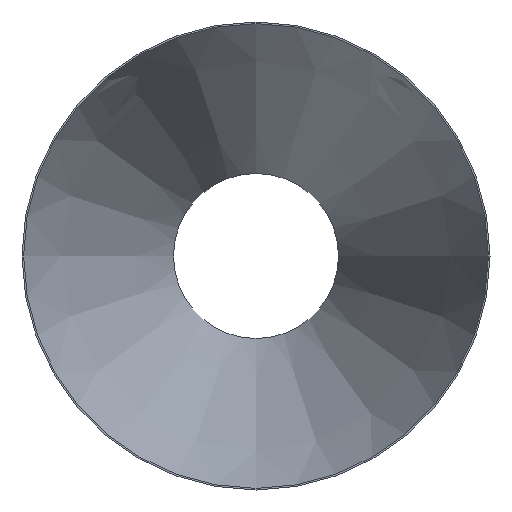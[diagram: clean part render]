
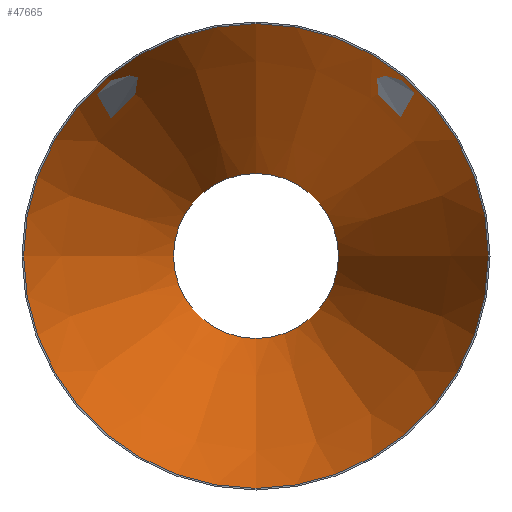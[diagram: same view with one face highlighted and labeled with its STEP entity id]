
A CAD part, front view. The second image highlights one B-rep face of the part: STEP entity #47665.
In plain terms, the highlighted conical face has half-angle 21.024 degrees and reference radius 302.657 mm.
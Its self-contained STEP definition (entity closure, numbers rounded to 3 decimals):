
#151 = AXIS2_PLACEMENT_3D ( 'NONE', #17431, #29227, #32561 ) ;
#1093 = EDGE_LOOP ( 'NONE', ( #18024 ) ) ;
#5918 = FACE_OUTER_BOUND ( 'NONE', #1093, .T. ) ;
#7463 = DIRECTION ( 'NONE',  ( 0., -1., 0. ) ) ;
#10594 = ORIENTED_EDGE ( 'NONE', *, *, #18948, .F. ) ;
#12707 = CARTESIAN_POINT ( 'NONE',  ( 0., 508., 0. ) ) ;
#13246 = CIRCLE ( 'NONE', #30409, 302.657 ) ;
#15371 = CARTESIAN_POINT ( 'NONE',  ( 0., 0., 0. ) ) ;
#16023 = DIRECTION ( 'NONE',  ( 0., -1., 0. ) ) ;
#16303 = CARTESIAN_POINT ( 'NONE',  ( 0., 508., -107.407 ) ) ;
#17431 = CARTESIAN_POINT ( 'NONE',  ( 0., 0., 0. ) ) ;
#18024 = ORIENTED_EDGE ( 'NONE', *, *, #18726, .T. ) ;
#18726 = EDGE_CURVE ( 'NONE', #28852, #28852, #13246, .T. ) ;
#18948 = EDGE_CURVE ( 'NONE', #32436, #32436, #43474, .T. ) ;
#21285 = FACE_BOUND ( 'NONE', #26327, .T. ) ;
#23098 = DIRECTION ( 'NONE',  ( 0., 0., -1. ) ) ;
#26327 = EDGE_LOOP ( 'NONE', ( #10594 ) ) ;
#26333 = AXIS2_PLACEMENT_3D ( 'NONE', #12707, #16023, #31931 ) ;
#28599 = CARTESIAN_POINT ( 'NONE',  ( 0., 0., -302.657 ) ) ;
#28852 = VERTEX_POINT ( 'NONE', #28599 ) ;
#29227 = DIRECTION ( 'NONE',  ( 0., -1., 0. ) ) ;
#30409 = AXIS2_PLACEMENT_3D ( 'NONE', #15371, #7463, #23098 ) ;
#31931 = DIRECTION ( 'NONE',  ( 0., 0., -1. ) ) ;
#32436 = VERTEX_POINT ( 'NONE', #16303 ) ;
#32561 = DIRECTION ( 'NONE',  ( 0., 0., -1. ) ) ;
#38635 = CONICAL_SURFACE ( 'NONE', #151, 302.657, 0.367 ) ;
#43474 = CIRCLE ( 'NONE', #26333, 107.407 ) ;
#47665 = ADVANCED_FACE ( 'NONE', ( #21285, #5918 ), #38635, .F. ) ;
